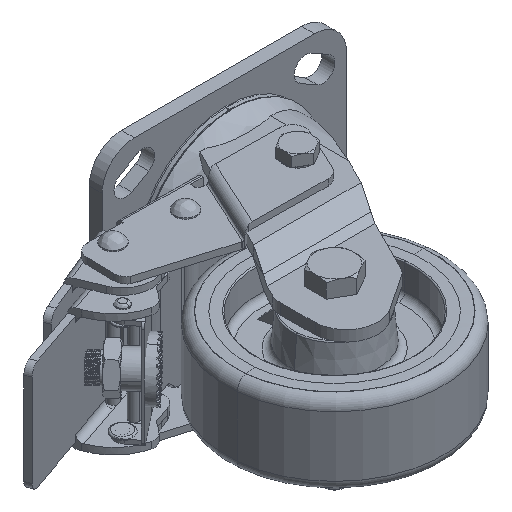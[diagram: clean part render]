
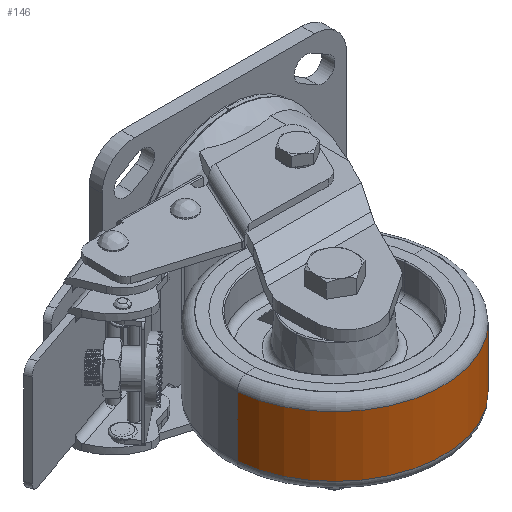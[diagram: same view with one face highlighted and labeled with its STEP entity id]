
A CAD part, isometric view. The second image highlights one B-rep face of the part: STEP entity #146.
In plain terms, the highlighted cylindrical face has radius 50.6 mm (diameter 101.2 mm), a partial arc.
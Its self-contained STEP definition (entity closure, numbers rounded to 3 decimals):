
#146 = ADVANCED_FACE ( 'NONE', ( #11957 ), #9446, .T. ) ;
#366 = DIRECTION ( 'NONE',  ( 0., 0., -1. ) ) ;
#9446 = CYLINDRICAL_SURFACE ( 'NONE', #9470, 50.6 ) ;
#9470 = AXIS2_PLACEMENT_3D ( 'NONE', #37583, #15487, #57999 ) ;
#10118 = ORIENTED_EDGE ( 'NONE', *, *, #29632, .F. ) ;
#10912 = EDGE_CURVE ( 'NONE', #50913, #67719, #49307, .T. ) ;
#11957 = FACE_OUTER_BOUND ( 'NONE', #64435, .T. ) ;
#12981 = CARTESIAN_POINT ( 'NONE',  ( -84.352, -81.405, 13.798 ) ) ;
#13031 = CARTESIAN_POINT ( 'NONE',  ( -84.352, -81.405, -0.252 ) ) ;
#13873 = AXIS2_PLACEMENT_3D ( 'NONE', #53512, #366, #37513 ) ;
#15408 = LINE ( 'NONE', #13031, #56991 ) ;
#15487 = DIRECTION ( 'NONE',  ( 0., 0., -1. ) ) ;
#15843 = DIRECTION ( 'NONE',  ( 0., 0., -1. ) ) ;
#20788 = DIRECTION ( 'NONE',  ( 0., 0., -1. ) ) ;
#23533 = VECTOR ( 'NONE', #15843, 1000. ) ;
#25570 = EDGE_CURVE ( 'NONE', #59497, #67719, #15408, .T. ) ;
#26758 = EDGE_CURVE ( 'NONE', #49057, #59497, #38855, .T. ) ;
#29632 = EDGE_CURVE ( 'NONE', #49057, #50913, #63364, .T. ) ;
#30185 = CARTESIAN_POINT ( 'NONE',  ( 16.352, -71.395, -14.302 ) ) ;
#31297 = AXIS2_PLACEMENT_3D ( 'NONE', #52600, #20788, #68499 ) ;
#37513 = DIRECTION ( 'NONE',  ( -0.995, -0.099, 0. ) ) ;
#37583 = CARTESIAN_POINT ( 'NONE',  ( -34., -76.4, -0.252 ) ) ;
#37686 = CARTESIAN_POINT ( 'NONE',  ( 16.352, -71.395, -0.252 ) ) ;
#38855 = CIRCLE ( 'NONE', #13873, 50.6 ) ;
#39863 = CARTESIAN_POINT ( 'NONE',  ( 16.352, -71.395, 13.798 ) ) ;
#44468 = DIRECTION ( 'NONE',  ( 0., 0., -1. ) ) ;
#49057 = VERTEX_POINT ( 'NONE', #39863 ) ;
#49307 = CIRCLE ( 'NONE', #31297, 50.6 ) ;
#50913 = VERTEX_POINT ( 'NONE', #30185 ) ;
#52600 = CARTESIAN_POINT ( 'NONE',  ( -34., -76.4, -14.302 ) ) ;
#53512 = CARTESIAN_POINT ( 'NONE',  ( -34., -76.4, 13.798 ) ) ;
#56991 = VECTOR ( 'NONE', #44468, 1000. ) ;
#57460 = CARTESIAN_POINT ( 'NONE',  ( -84.352, -81.405, -14.302 ) ) ;
#57999 = DIRECTION ( 'NONE',  ( -0.995, -0.099, 0. ) ) ;
#58584 = ORIENTED_EDGE ( 'NONE', *, *, #10912, .F. ) ;
#59497 = VERTEX_POINT ( 'NONE', #12981 ) ;
#60402 = ORIENTED_EDGE ( 'NONE', *, *, #25570, .T. ) ;
#63364 = LINE ( 'NONE', #37686, #23533 ) ;
#64435 = EDGE_LOOP ( 'NONE', ( #10118, #64991, #60402, #58584 ) ) ;
#64991 = ORIENTED_EDGE ( 'NONE', *, *, #26758, .T. ) ;
#67719 = VERTEX_POINT ( 'NONE', #57460 ) ;
#68499 = DIRECTION ( 'NONE',  ( -0.995, -0.099, 0. ) ) ;
